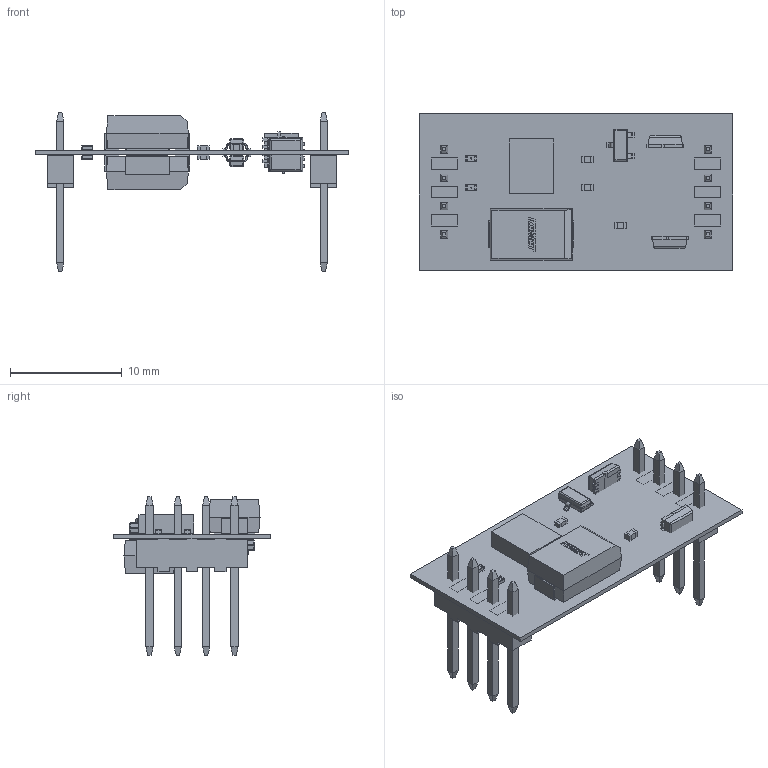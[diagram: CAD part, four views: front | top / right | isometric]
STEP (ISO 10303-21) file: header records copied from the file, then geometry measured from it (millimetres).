
FILE_DESCRIPTION(('Open CASCADE Model'),'2;1');
FILE_NAME('Open CASCADE Shape Model','2022-03-20T22:45:49',('Author'),( 'Open CASCADE'),'Open CASCADE STEP processor 6.8','Open CASCADE 6.8' ,'Unknown');
FILE_SCHEMA(('AUTOMOTIVE_DESIGN { 1 0 10303 214 1 1 1 1 }'));
Length unit declared in the file: millimetre
Products named in the file (52): PCB; Board; Open CASCADE STEP translator 6.8 1.1.1; SI7655_MBHB; 6426637600; R2_MBHB; Res_Vishay_CRCW04021K00FKED_eec; body; pad; top; Vishay; IR4427_MAHB; 6399615328; Extruded; C2_MAHB; T491D; Case_Bottom_21; Case_Top_21; Case_Cathode_21; Case_Anode_21; SI7655_MAHB; 6353779264; R5_MAHB; 6399614768; 6399615008; IR4427_MBHB; R5_MBHB; R4_MBHB; R4_MAHB; R2_MAHB; R1_MBHB; R1_MAHB; D1_MBHB; Diode_Diodes_MMBZ5240B-7-F_eec_RGB8421504; D1_MAHB; C2_MBHB; C1_MBHB; 6399613648; 6399613888; C1_MAHB ...
Assembly tree (76 placements, depth 4):
  PCB
    Board
      Open CASCADE STEP translator 6.8 1.1.1
    SI7655_MBHB
      6426637600
    R2_MBHB
      Res_Vishay_CRCW04021K00FKED_eec
        body
        pad  x2
        top
        Vishay
    IR4427_MAHB
      6399615328
        Extruded
    C2_MAHB
      T491D
        Case_Bottom_21
        Case_Top_21
        Case_Cathode_21
        Case_Anode_21
    SI7655_MAHB
      6353779264
    R5_MAHB
      6399614768
        Extruded
      6399615008  x2
        Extruded
    IR4427_MBHB
      6399615328
        Extruded
    R5_MBHB
      6399614768
        Extruded
      6399615008  x2
        Extruded
    R4_MBHB
      6399614768
        Extruded
      6399615008  x2
        Extruded
    R4_MAHB
      6399614768
        Extruded
      6399615008  x2
        Extruded
    R2_MAHB
      Res_Vishay_CRCW04021K00FKED_eec
        body
        pad  x2
        top
        Vishay
    R1_MBHB
      Res_Vishay_CRCW04021K00FKED_eec
        body
        pad  x2
        top
        Vishay
    R1_MAHB
      Res_Vishay_CRCW04021K00FKED_eec
        body
Bounding box: 28.07 x 14 x 14.22 mm (x, y, z)
Volume: 618.6 mm3; surface area: 2062.6 mm2
Topology: 105 solids, 105 shells, 1526 faces, 3646 edges, 2364 vertices
Faces by surface type: plane 1300, cylinder 130, sphere 48, bspline 48
Entity records: 25595 total; most frequent: CARTESIAN_POINT 3814, ORIENTED_EDGE 3442, DIRECTION 3361, EDGE_CURVE 1721, LINE 1583, VECTOR 1583, VERTEX_POINT 1102, AXIS2_PLACEMENT_3D 889
